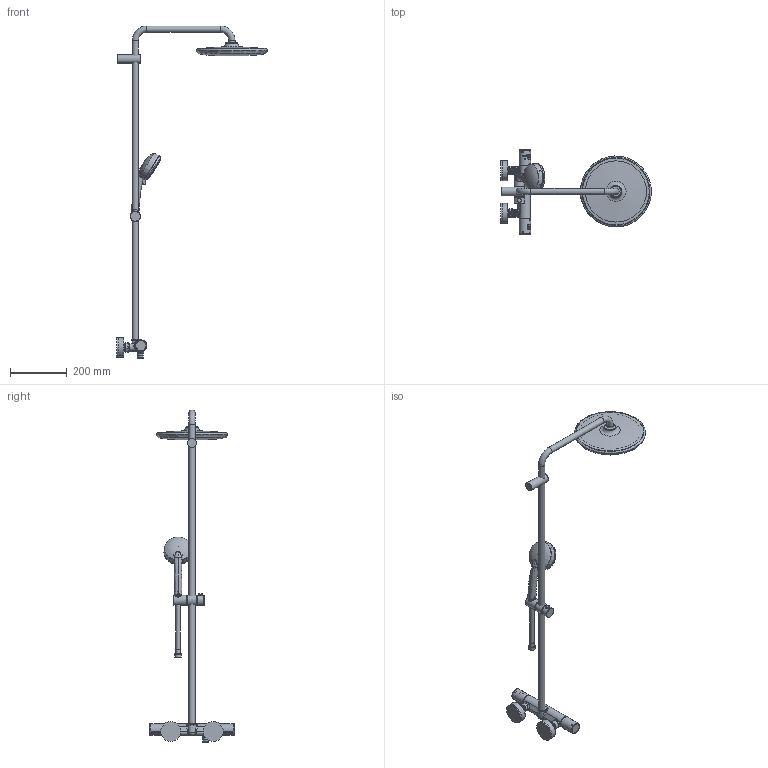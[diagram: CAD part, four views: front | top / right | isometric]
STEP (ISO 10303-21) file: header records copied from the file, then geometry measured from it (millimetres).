
FILE_DESCRIPTION(/* description */ ('Unknown'),/* implementation_level */ '2;1');
FILE_NAME(/* name */ '26670000',/* time_stamp */ '2022-08-26T12:00:49+02:00',/* author */ ('Unknown'),/* organization */ ('GROHE AG'),/* preprocessor_version */ 'ST-DEVELOPER v16.7',/* originating_system */ 'DEX',/* authorisation */ $);
FILE_SCHEMA (('AUTOMOTIVE_DESIGN {1 0 10303 214 3 1 1}'));
Length unit declared in the file: millimetre
Products named in the file (32): 26670; trim_sur; 26670_0; 26670_1; 26670_2; 26670_3; 26670_4; 26670_5; 26670_6; 26670_7; 26670_8; 26670_9; 081107 GTM1000C Handles Update02; 081107 GTM1000C Handles Update02_0; 26670_10; A4284282 handle-2 1000C 081107; 26670_11; A4284282 handle-2 1000C 081107_0; 26670_12; 26670_13; 26670_14; 26670_15; 26670_16; 26670_17; 26670_18; 26670_19; 26670_20; 26670_21; 26670_22; 26670_23; 26670_24
Assembly tree (31 placements, depth 2):
  26670
    26670
    trim_sur
    26670_0
    26670_1
    26670_2
    26670_3
    26670_4
    26670_5
    26670_6
    26670_7
    26670_8
    26670_9
    081107 GTM1000C Handles Update02
    081107 GTM1000C Handles Update02_0
    26670_10
    A4284282 handle-2 1000C 081107
    26670_11
    A4284282 handle-2 1000C 081107_0
    26670_12
    26670_13
    26670_14
    26670_15
    26670_16
    26670_17
    26670_18
    26670_19
    26670_20
    26670_21
    26670_22
    26670_23
    26670_24
Bounding box: 530.14 x 298.65 x 1168.88 mm (x, y, z)
Volume: 2033739.4 mm3; surface area: 731222.8 mm2
Topology: 31 solids, 63 shells, 2169 faces, 5210 edges, 3120 vertices
Faces by surface type: bspline 733, cylinder 551, plane 410, torus 262, sphere 132, cone 81
Full cylindrical faces by diameter (mm): 2 x3, 2.8 x51, 5.445 x2, 5.8 x1, 6 x1, 13.5 x1, 14.2 x2, 14.917 x2, 15 x4, 16 x2, 17.5 x2, 18 x2, 18.5 x1, 18.7 x4, 19 x4, 19.9 x1, 20 x2, 20.9 x4, 20.96 x1, 21.8 x1, 22 x3, 23 x2, 24 x2, 26.5 x2, 27 x2, 28 x4, 31.3 x1, 33.066 x2, 33.4 x2, 36 x3
Entity records: 80347 total; most frequent: CARTESIAN_POINT 33026, ORIENTED_EDGE 9522, DIRECTION 7575, EDGE_CURVE 4761, AXIS2_PLACEMENT_3D 3297, VERTEX_POINT 2979, FACE_BOUND 2546, EDGE_LOOP 2544
